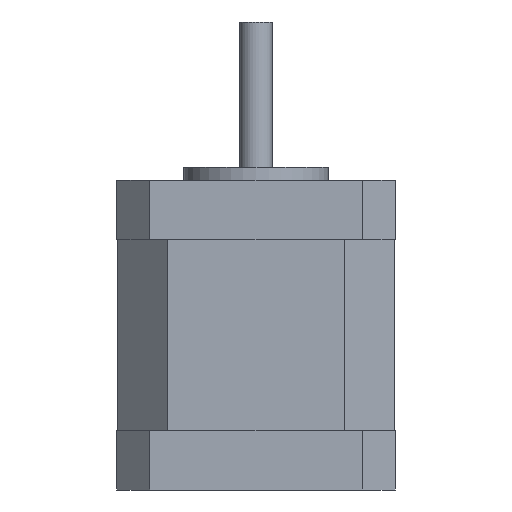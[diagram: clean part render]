
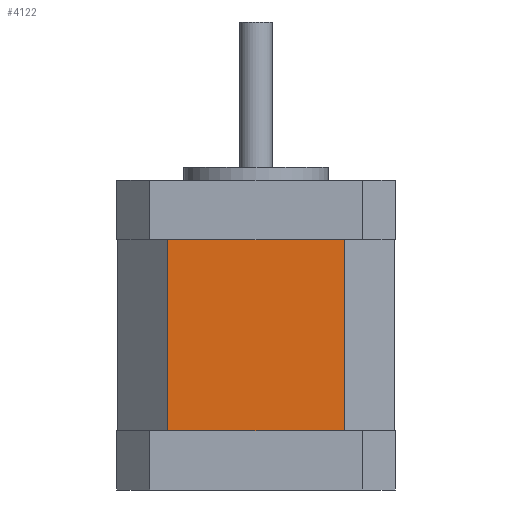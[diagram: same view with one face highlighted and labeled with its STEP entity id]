
A CAD part, front view. The second image highlights one B-rep face of the part: STEP entity #4122.
In plain terms, the highlighted planar face has unit normal (0, -1, 0).
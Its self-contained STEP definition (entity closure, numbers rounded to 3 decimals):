
#265 = DIRECTION ( 'NONE',  ( 0., 0., -1. ) ) ;
#445 = EDGE_CURVE ( 'NONE', #4998, #2924, #5828, .T. ) ;
#467 = DIRECTION ( 'NONE',  ( 0., 0., 1. ) ) ;
#644 = VECTOR ( 'NONE', #3564, 1000. ) ;
#1623 = VERTEX_POINT ( 'NONE', #5854 ) ;
#1720 = EDGE_CURVE ( 'NONE', #1997, #4998, #7039, .T. ) ;
#1957 = FACE_OUTER_BOUND ( 'NONE', #2676, .T. ) ;
#1988 = ORIENTED_EDGE ( 'NONE', *, *, #445, .F. ) ;
#1997 = VERTEX_POINT ( 'NONE', #3063 ) ;
#2201 = AXIS2_PLACEMENT_3D ( 'NONE', #7029, #3664, #265 ) ;
#2551 = VECTOR ( 'NONE', #3745, 1000. ) ;
#2613 = VECTOR ( 'NONE', #467, 1000. ) ;
#2676 = EDGE_LOOP ( 'NONE', ( #1988, #7105, #4655, #5059 ) ) ;
#2924 = VERTEX_POINT ( 'NONE', #6712 ) ;
#2961 = LINE ( 'NONE', #4840, #5767 ) ;
#2962 = LINE ( 'NONE', #4432, #2613 ) ;
#3063 = CARTESIAN_POINT ( 'NONE',  ( -13.422, -21.05, -9. ) ) ;
#3172 = CARTESIAN_POINT ( 'NONE',  ( -21.05, -21.05, -9. ) ) ;
#3564 = DIRECTION ( 'NONE',  ( 0., 0., -1. ) ) ;
#3664 = DIRECTION ( 'NONE',  ( 0., -1., 0. ) ) ;
#3745 = DIRECTION ( 'NONE',  ( 1., 0., 0. ) ) ;
#4122 = ADVANCED_FACE ( 'NONE', ( #1957 ), #5301, .T. ) ;
#4432 = CARTESIAN_POINT ( 'NONE',  ( -13.422, -21.05, -38. ) ) ;
#4655 = ORIENTED_EDGE ( 'NONE', *, *, #4854, .F. ) ;
#4840 = CARTESIAN_POINT ( 'NONE',  ( -21.05, -21.05, -38. ) ) ;
#4854 = EDGE_CURVE ( 'NONE', #1623, #1997, #2962, .T. ) ;
#4998 = VERTEX_POINT ( 'NONE', #5697 ) ;
#5059 = ORIENTED_EDGE ( 'NONE', *, *, #6890, .T. ) ;
#5135 = CARTESIAN_POINT ( 'NONE',  ( 13.422, -21.05, -38. ) ) ;
#5301 = PLANE ( 'NONE',  #2201 ) ;
#5376 = DIRECTION ( 'NONE',  ( 1., 0., 0. ) ) ;
#5697 = CARTESIAN_POINT ( 'NONE',  ( 13.422, -21.05, -9. ) ) ;
#5767 = VECTOR ( 'NONE', #5376, 1000. ) ;
#5828 = LINE ( 'NONE', #5135, #644 ) ;
#5854 = CARTESIAN_POINT ( 'NONE',  ( -13.422, -21.05, -38. ) ) ;
#6712 = CARTESIAN_POINT ( 'NONE',  ( 13.422, -21.05, -38. ) ) ;
#6890 = EDGE_CURVE ( 'NONE', #1623, #2924, #2961, .T. ) ;
#7029 = CARTESIAN_POINT ( 'NONE',  ( -21.05, -21.05, -38. ) ) ;
#7039 = LINE ( 'NONE', #3172, #2551 ) ;
#7105 = ORIENTED_EDGE ( 'NONE', *, *, #1720, .F. ) ;
